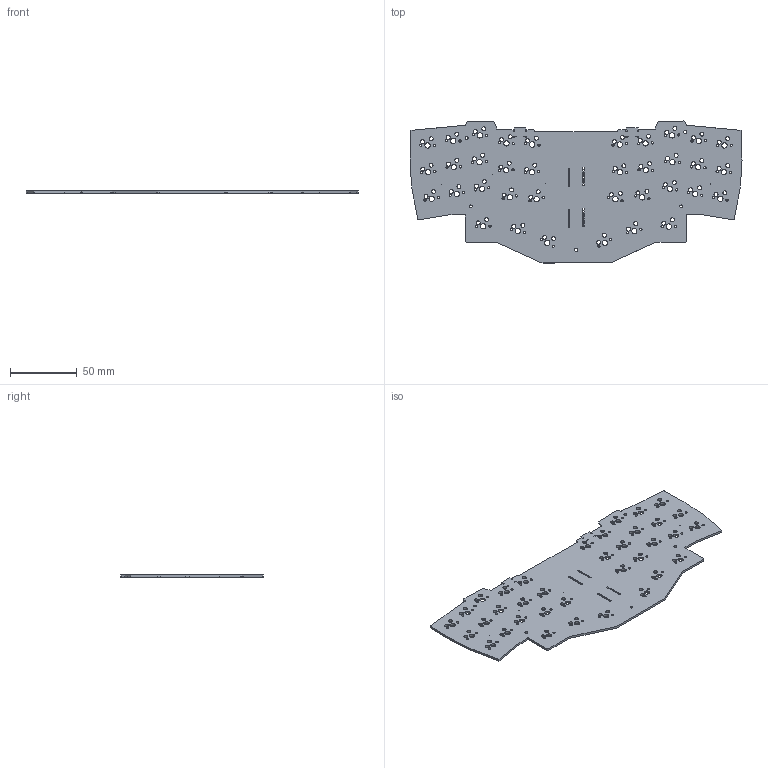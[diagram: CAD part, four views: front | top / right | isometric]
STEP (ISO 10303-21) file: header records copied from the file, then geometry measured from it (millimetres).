
FILE_DESCRIPTION(/* description */ (''),/* implementation_level */ '2;1');
FILE_NAME(/* name */ 'OverLord Lotus Layout 2balls PCB mock.step',/* time_stamp */ '2024-08-19T12:28:31-07:00',/* author */ (''),/* organization */ (''),/* preprocessor_version */ 'ST-DEVELOPER v20',/* originating_system */ 'Autodesk Translation Framework v13.14.0.145',/* authorisation */ '');
FILE_SCHEMA (('AUTOMOTIVE_DESIGN { 1 0 10303 214 3 1 1 }'));
Length unit declared in the file: millimetre
Products named in the file (1): Lotus Layout 2balls
Bounding box: 248.7 x 106.37 x 1.6 mm (x, y, z)
Volume: 31430.3 mm3; surface area: 43122.2 mm2
Topology: 1 solids, 1 shells, 1129 faces, 3381 edges, 2250 vertices
Faces by surface type: plane 882, cylinder 247
Full cylindrical faces by diameter (mm): 0.25 x4, 1.7 x72, 2.2 x5, 3 x72, 4 x36
Entity records: 38683 total; most frequent: ORIENTED_EDGE 6762, CARTESIAN_POINT 6761, DIRECTION 6135, EDGE_CURVE 3381, LINE 2887, VECTOR 2887, VERTEX_POINT 2250, AXIS2_PLACEMENT_3D 1624
